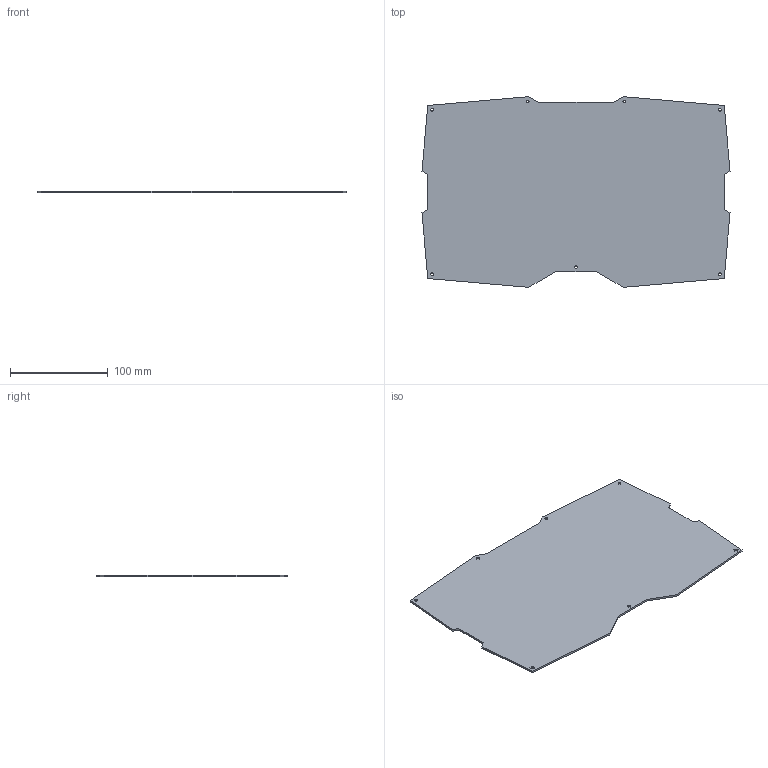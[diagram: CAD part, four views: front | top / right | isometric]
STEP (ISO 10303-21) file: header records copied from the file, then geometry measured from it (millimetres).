
FILE_DESCRIPTION(/* description */ (''),/* implementation_level */ '2;1');
FILE_NAME(/* name */ 'Bottom_Plate.stp',/* time_stamp */ '2023-10-09T10:38:35+08:00',/* author */ ('Administrator'),/* organization */ (''),/* preprocessor_version */ 'ST-DEVELOPER v19.2',/* originating_system */ 'Autodesk Inventor 2024',/* authorisation */ '');
FILE_SCHEMA (('AUTOMOTIVE_DESIGN { 1 0 10303 214 3 1 1 }'));
Length unit declared in the file: millimetre
Products named in the file (1): Bottom_Plate
Bounding box: 315.27 x 195.12 x 2 mm (x, y, z)
Volume: 112946.1 mm3; surface area: 115206.3 mm2
Topology: 1 solids, 1 shells, 43 faces, 102 edges, 68 vertices
Faces by surface type: plane 29, cylinder 14
Full cylindrical faces by diameter (mm): 2.7 x7, 5.2 x7
Entity records: 1315 total; most frequent: DIRECTION 218, CARTESIAN_POINT 214, ORIENTED_EDGE 204, EDGE_CURVE 102, LINE 74, VECTOR 74, AXIS2_PLACEMENT_3D 72, VERTEX_POINT 68
